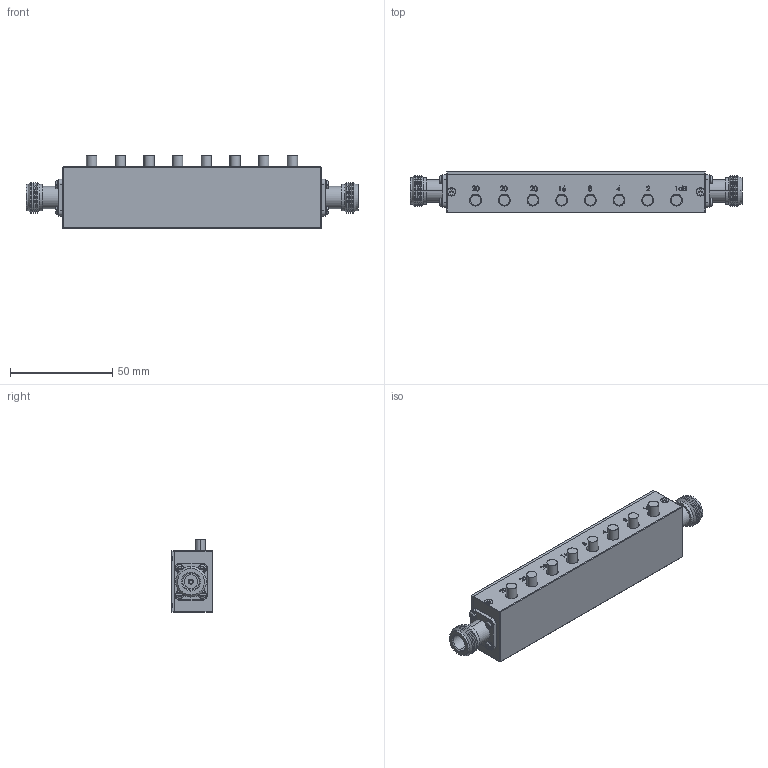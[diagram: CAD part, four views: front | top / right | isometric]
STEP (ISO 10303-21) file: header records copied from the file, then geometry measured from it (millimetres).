
FILE_DESCRIPTION (( 'STEP AP214' ), '1' );
FILE_NAME ('FMAT1042N_3D.step', '2023-03-30T15:10:01', ( '' ), ( '' ), 'SwSTEP 2.0', 'SolidWorks 2022', '' );
FILE_SCHEMA (( 'AUTOMOTIVE_DESIGN' ));
Length unit declared in the file: millimetre
Products named in the file (5): PE70A1040_MA1; PE70A1040N_MA2; FMAT1042N_3D; pan slot head_am; flat head screw_am_B18.6.7M - M2 x 0.4 x 5 Type I Cross Recessed FHMS --5N
Assembly tree (23 placements, depth 2):
  FMAT1042N_3D
    PE70A1040_MA1
    flat head screw_am_B18.6.7M - M2 x 0.4 x 5 Type I Cross Recessed FHMS --5N  x12
    PE70A1040N_MA2  x2
    pan slot head_am  x8
Bounding box: 162 x 20 x 35.5 mm (x, y, z)
Volume: 43764.1 mm3; surface area: 39018.3 mm2
Topology: 35 solids, 35 shells, 971 faces, 2194 edges, 1328 vertices
Faces by surface type: plane 417, cylinder 288, cone 124, bspline 94, torus 40, sphere 8
Entity records: 26666 total; most frequent: CARTESIAN_POINT 9390, ORIENTED_EDGE 2504, DIRECTION 2340, EDGE_CURVE 1252, AXIS2_PLACEMENT_3D 848, VERTEX_POINT 786, LINE 644, VECTOR 644
